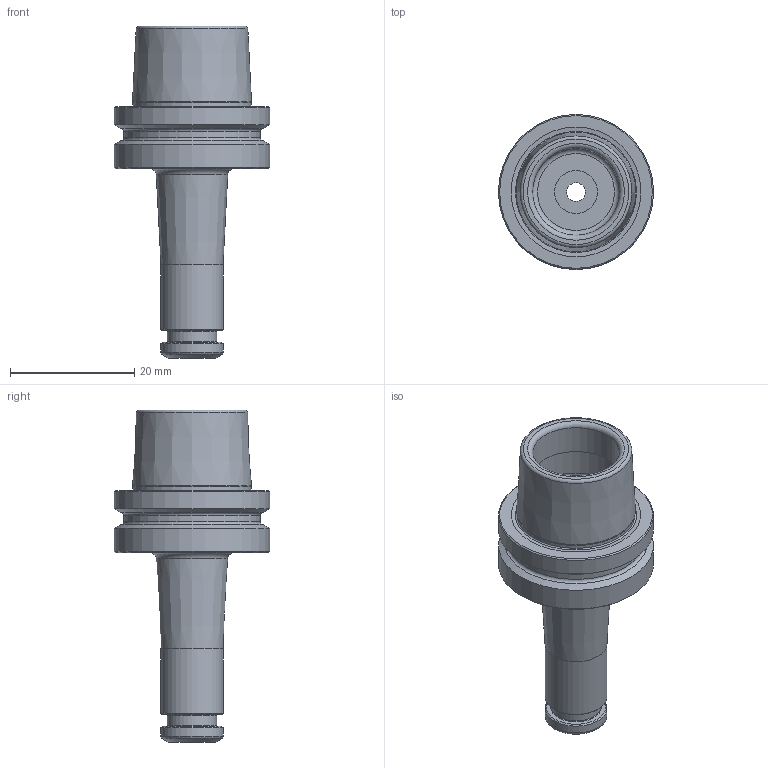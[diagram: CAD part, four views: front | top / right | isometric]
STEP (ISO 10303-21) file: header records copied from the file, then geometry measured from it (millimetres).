
FILE_DESCRIPTION(/* description */ (''),/* implementation_level */ '2;1');
FILE_NAME(/* name */ '252570614.stp',/* time_stamp */ '2021-01-08T12:24:29',/* author */ ('LRA'),/* organization */ ('REGO-FIX'),/* preprocessor_version */ ' Unknown',/* originating_system */ 'SIEMENS PLM Software Solid Edge ST10',/* authorization */ 'Unknown');
FILE_SCHEMA (('AUTOMOTIVE_DESIGN { 1 0 10303 214 2 1 1}'));
Length unit declared in the file: millimetre
Products named in the file (1): NOCUT
Bounding box: 25 x 25 x 53.5 mm (x, y, z)
Volume: 6344.2 mm3; surface area: 5123.9 mm2
Topology: 1 solids, 1 shells, 52 faces, 106 edges, 63 vertices
Faces by surface type: cone 15, cylinder 14, torus 14, plane 9
Full cylindrical faces by diameter (mm): 3 x1, 6.3 x1, 6.917 x1, 8 x1, 8.4 x1, 10 x2, 14 x2, 16.4 x1, 19.059 x1, 22 x1, 25 x2
Entity records: 1451 total; most frequent: DIRECTION 216, CARTESIAN_POINT 160, AXIS2_PLACEMENT_3D 108, ORIENTED_EDGE 104, EDGE_LOOP 104, FACE_BOUND 104, EDGE_CURVE 52, VERTEX_POINT 52
